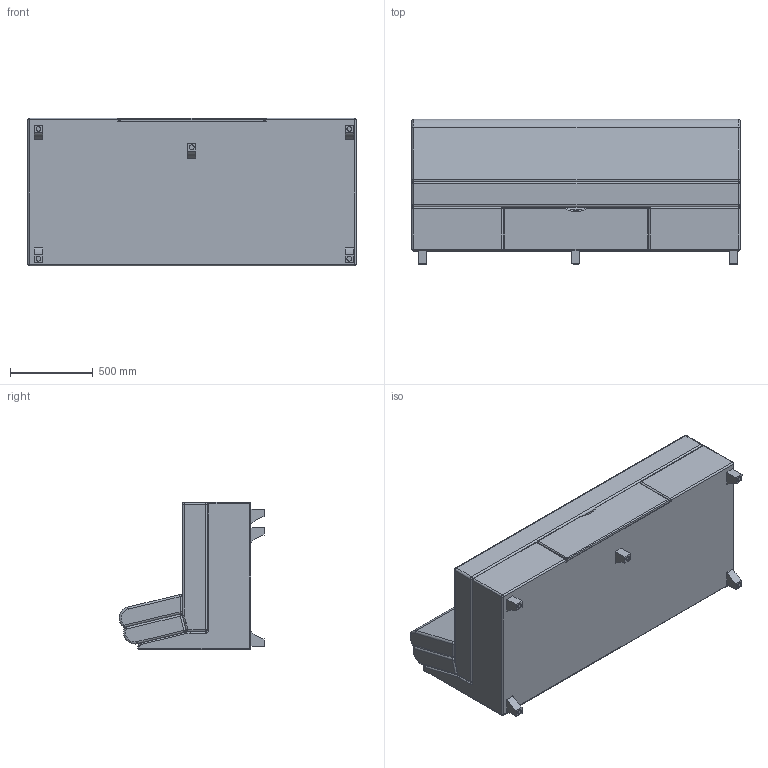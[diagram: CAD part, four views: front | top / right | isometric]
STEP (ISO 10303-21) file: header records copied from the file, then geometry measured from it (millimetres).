
FILE_DESCRIPTION(/* description */ (''),/* implementation_level */ '2;1');
FILE_NAME(/* name */ 'MN1378UD.stp',/* time_stamp */ '2019-05-29T11:30:01-04:00',/* author */ ('jbosley'),/* organization */ (''),/* preprocessor_version */ 'ST-DEVELOPER v16.13',/* originating_system */ 'Autodesk Inventor 2018',/* authorisation */ '');
FILE_SCHEMA (('AUTOMOTIVE_DESIGN { 1 0 10303 214 3 1 1 }'));
Length unit declared in the file: inch
Products named in the file (8): MN1378LD; UBASE 1378LD; USEAT 1278; 1278 REAR BACK; 1278 FRONT BACK; LEG WBO SQ 14-1; GLIDE APFAA06-1; 1376-F80
Assembly tree (15 placements, depth 2):
  MN1378LD
    UBASE 1378LD
    USEAT 1278
    1278 REAR BACK
    1278 FRONT BACK
    LEG WBO SQ 14-1  x5
    GLIDE APFAA06-1  x5
    1376-F80
Bounding box: 1981.2 x 880.47 x 889 mm (x, y, z)
Volume: 824467018.6 mm3; surface area: 15106698.5 mm2
Topology: 15 solids, 15 shells, 254 faces, 512 edges, 289 vertices
Faces by surface type: cylinder 109, plane 85, sphere 34, torus 15, bspline 6, cone 5
Full cylindrical faces by diameter (mm): 4.762 x5, 9.525 x5, 19.05 x5, 28.575 x5
Entity records: 5468 total; most frequent: CARTESIAN_POINT 1019, DIRECTION 1007, ORIENTED_EDGE 772, AXIS2_PLACEMENT_3D 410, EDGE_CURVE 386, VERTEX_POINT 212, EDGE_LOOP 202, FACE_OUTER_BOUND 194
